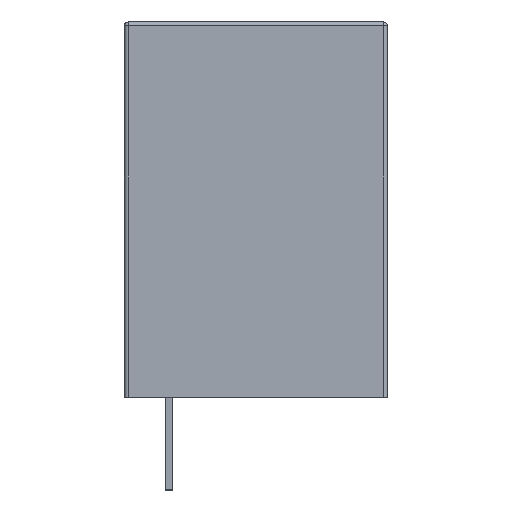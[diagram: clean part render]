
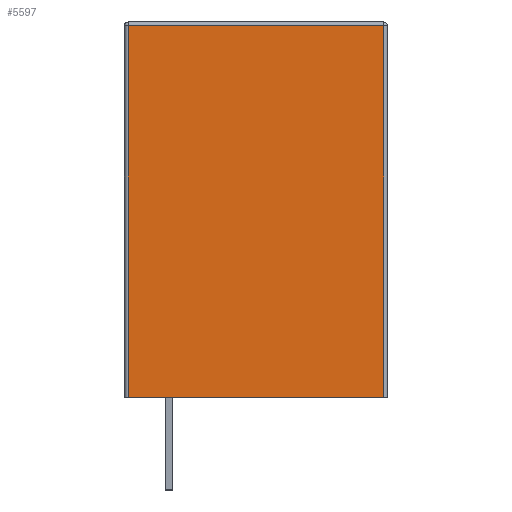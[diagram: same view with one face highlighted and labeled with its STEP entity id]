
A CAD part, left-side view. The second image highlights one B-rep face of the part: STEP entity #5597.
In plain terms, the highlighted planar face has unit normal (-1, 0, 0).
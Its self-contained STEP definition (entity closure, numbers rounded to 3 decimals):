
#60 = EDGE_LOOP ( 'NONE', ( #1597, #5529, #2285, #6995 ) ) ;
#296 = VECTOR ( 'NONE', #2518, 1000. ) ;
#300 = VECTOR ( 'NONE', #1851, 1000. ) ;
#554 = VERTEX_POINT ( 'NONE', #1713 ) ;
#594 = CARTESIAN_POINT ( 'NONE',  ( -9.8, 3.45, 0. ) ) ;
#803 = VECTOR ( 'NONE', #3488, 1000. ) ;
#984 = LINE ( 'NONE', #5005, #300 ) ;
#1066 = CARTESIAN_POINT ( 'NONE',  ( -9.8, 3.55, 0. ) ) ;
#1382 = FACE_OUTER_BOUND ( 'NONE', #60, .T. ) ;
#1491 = LINE ( 'NONE', #7241, #803 ) ;
#1597 = ORIENTED_EDGE ( 'NONE', *, *, #4820, .T. ) ;
#1713 = CARTESIAN_POINT ( 'NONE',  ( -9.8, -3.45, 0. ) ) ;
#1755 = AXIS2_PLACEMENT_3D ( 'NONE', #1066, #6087, #8096 ) ;
#1851 = DIRECTION ( 'NONE',  ( 0., 1., 0. ) ) ;
#2285 = ORIENTED_EDGE ( 'NONE', *, *, #3279, .T. ) ;
#2298 = CARTESIAN_POINT ( 'NONE',  ( -9.8, 3.45, 10.04 ) ) ;
#2518 = DIRECTION ( 'NONE',  ( 0., 0., 1. ) ) ;
#2646 = VERTEX_POINT ( 'NONE', #7691 ) ;
#2824 = EDGE_CURVE ( 'NONE', #6018, #4746, #7325, .T. ) ;
#3069 = LINE ( 'NONE', #6294, #296 ) ;
#3108 = EDGE_CURVE ( 'NONE', #554, #2646, #3069, .T. ) ;
#3279 = EDGE_CURVE ( 'NONE', #4746, #554, #1491, .T. ) ;
#3488 = DIRECTION ( 'NONE',  ( 0., -1., 0. ) ) ;
#3971 = CARTESIAN_POINT ( 'NONE',  ( -9.8, 3.45, 0. ) ) ;
#4222 = PLANE ( 'NONE',  #1755 ) ;
#4471 = VECTOR ( 'NONE', #5899, 1000. ) ;
#4746 = VERTEX_POINT ( 'NONE', #594 ) ;
#4820 = EDGE_CURVE ( 'NONE', #2646, #6018, #984, .T. ) ;
#5005 = CARTESIAN_POINT ( 'NONE',  ( -9.8, 3.55, 10.04 ) ) ;
#5529 = ORIENTED_EDGE ( 'NONE', *, *, #2824, .T. ) ;
#5597 = ADVANCED_FACE ( 'NONE', ( #1382 ), #4222, .F. ) ;
#5899 = DIRECTION ( 'NONE',  ( 0., 0., -1. ) ) ;
#6018 = VERTEX_POINT ( 'NONE', #2298 ) ;
#6087 = DIRECTION ( 'NONE',  ( 1., 0., 0. ) ) ;
#6294 = CARTESIAN_POINT ( 'NONE',  ( -9.8, -3.45, 10.14 ) ) ;
#6995 = ORIENTED_EDGE ( 'NONE', *, *, #3108, .T. ) ;
#7241 = CARTESIAN_POINT ( 'NONE',  ( -9.8, 3.55, 0. ) ) ;
#7325 = LINE ( 'NONE', #3971, #4471 ) ;
#7691 = CARTESIAN_POINT ( 'NONE',  ( -9.8, -3.45, 10.04 ) ) ;
#8096 = DIRECTION ( 'NONE',  ( 0., 0., -1. ) ) ;
